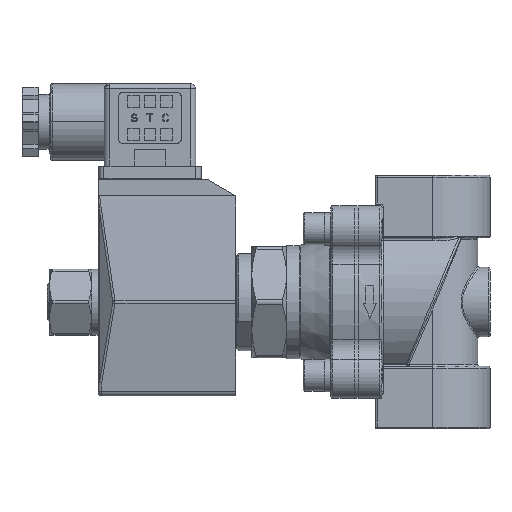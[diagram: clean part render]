
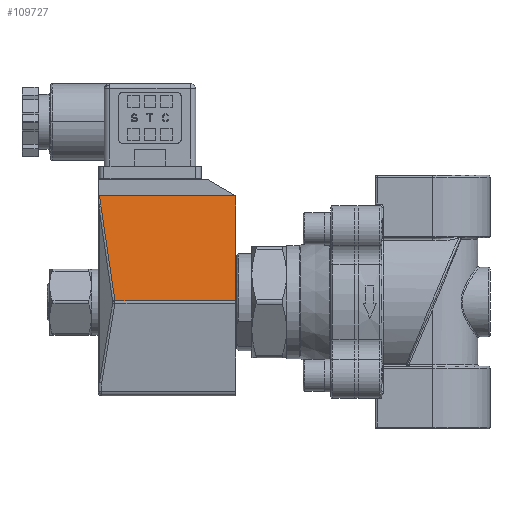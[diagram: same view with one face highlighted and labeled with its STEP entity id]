
A CAD part, left-side view. The second image highlights one B-rep face of the part: STEP entity #109727.
In plain terms, the highlighted planar face has unit normal (-0.992, 0, 0.123).
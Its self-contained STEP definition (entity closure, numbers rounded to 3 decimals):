
#683 = EDGE_CURVE ( 'NONE', #34442, #728, #21552, .T. ) ;
#728 = VERTEX_POINT ( 'NONE', #35141 ) ;
#759 = EDGE_LOOP ( 'NONE', ( #66929, #27811, #33457, #37040 ) ) ;
#2098 = CARTESIAN_POINT ( 'NONE',  ( -22.943, 108.04, 0.392 ) ) ;
#4817 = DIRECTION ( 'NONE',  ( -0.992, 0., 0.123 ) ) ;
#5452 = VERTEX_POINT ( 'NONE', #57434 ) ;
#6279 = FACE_OUTER_BOUND ( 'NONE', #759, .T. ) ;
#7092 = LINE ( 'NONE', #110066, #31035 ) ;
#14479 = EDGE_CURVE ( 'NONE', #127437, #728, #127144, .T. ) ;
#14664 = PLANE ( 'NONE',  #31620 ) ;
#21552 = LINE ( 'NONE', #115689, #99703 ) ;
#21956 = VECTOR ( 'NONE', #87519, 1000. ) ;
#26936 = CARTESIAN_POINT ( 'NONE',  ( -22.943, 112.856, 0.392 ) ) ;
#27811 = ORIENTED_EDGE ( 'NONE', *, *, #14479, .T. ) ;
#31025 = VECTOR ( 'NONE', #45458, 1000. ) ;
#31035 = VECTOR ( 'NONE', #59424, 1000. ) ;
#31620 = AXIS2_PLACEMENT_3D ( 'NONE', #65913, #4817, #76161 ) ;
#33457 = ORIENTED_EDGE ( 'NONE', *, *, #683, .F. ) ;
#34442 = VERTEX_POINT ( 'NONE', #41142 ) ;
#35141 = CARTESIAN_POINT ( 'NONE',  ( -22.943, 73.2, 0.392 ) ) ;
#37040 = ORIENTED_EDGE ( 'NONE', *, *, #112861, .T. ) ;
#41142 = CARTESIAN_POINT ( 'NONE',  ( -19.212, 73.2, 30.581 ) ) ;
#44491 = DIRECTION ( 'NONE',  ( -0.123, 0., -0.992 ) ) ;
#45458 = DIRECTION ( 'NONE',  ( -0.121, -0.145, -0.982 ) ) ;
#57434 = CARTESIAN_POINT ( 'NONE',  ( -19.212, 112.483, 30.581 ) ) ;
#58173 = LINE ( 'NONE', #85961, #31025 ) ;
#59424 = DIRECTION ( 'NONE',  ( 0., 1., 0. ) ) ;
#65913 = CARTESIAN_POINT ( 'NONE',  ( -22.992, 112.856, 0. ) ) ;
#66929 = ORIENTED_EDGE ( 'NONE', *, *, #124570, .T. ) ;
#76161 = DIRECTION ( 'NONE',  ( -0.123, 0., -0.992 ) ) ;
#85961 = CARTESIAN_POINT ( 'NONE',  ( -19.212, 112.483, 30.581 ) ) ;
#87519 = DIRECTION ( 'NONE',  ( 0., -1., 0. ) ) ;
#99703 = VECTOR ( 'NONE', #44491, 1000. ) ;
#109727 = ADVANCED_FACE ( 'NONE', ( #6279 ), #14664, .T. ) ;
#110066 = CARTESIAN_POINT ( 'NONE',  ( -19.212, 112.856, 30.581 ) ) ;
#112861 = EDGE_CURVE ( 'NONE', #34442, #5452, #7092, .T. ) ;
#115689 = CARTESIAN_POINT ( 'NONE',  ( -19.212, 73.2, 30.581 ) ) ;
#124570 = EDGE_CURVE ( 'NONE', #5452, #127437, #58173, .T. ) ;
#127144 = LINE ( 'NONE', #26936, #21956 ) ;
#127437 = VERTEX_POINT ( 'NONE', #2098 ) ;
